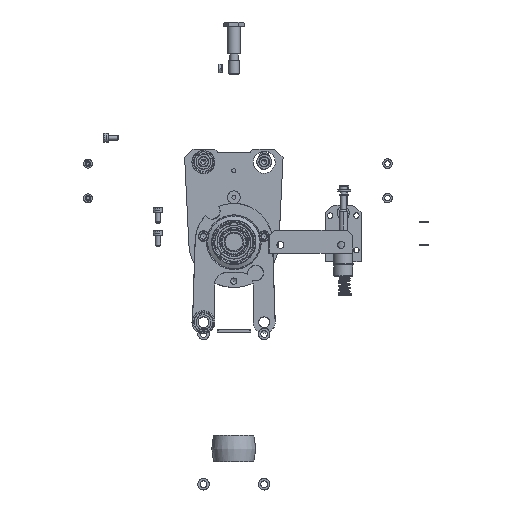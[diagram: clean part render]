
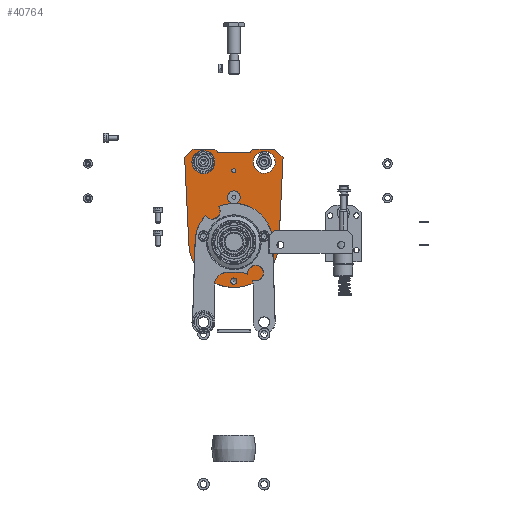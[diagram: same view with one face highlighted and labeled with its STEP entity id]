
A CAD part, top view. The second image highlights one B-rep face of the part: STEP entity #40764.
In plain terms, the highlighted planar face has unit normal (0, 0, 1).
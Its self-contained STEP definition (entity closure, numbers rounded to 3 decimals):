
#40764 = ADVANCED_FACE('',(#40765,#40779,#40793,#40807,#40821,#40936,
    #40950),#40964,.F.);
#40765 = FACE_BOUND('',#40766,.T.);
#40766 = EDGE_LOOP('',(#40767));
#40767 = ORIENTED_EDGE('',*,*,#40768,.T.);
#40768 = EDGE_CURVE('',#40769,#40769,#40771,.T.);
#40769 = VERTEX_POINT('',#40770);
#40770 = CARTESIAN_POINT('',(-1.9,68.5,0.));
#40771 = ( BOUNDED_CURVE() B_SPLINE_CURVE(3,(#40772,#40773,#40774,#40775
    ,#40776,#40777,#40778),.UNSPECIFIED.,.T.,.F.) 
B_SPLINE_CURVE_WITH_KNOTS((1,3,3,3,1),(-0.5,0.,0.5,1.,1.5),
.UNSPECIFIED.) CURVE() GEOMETRIC_REPRESENTATION_ITEM() 
RATIONAL_B_SPLINE_CURVE((1.,0.333,0.333,1.,
0.333,0.333,1.)) REPRESENTATION_ITEM('') );
#40772 = CARTESIAN_POINT('',(-1.9,68.5,0.));
#40773 = CARTESIAN_POINT('',(-1.9,72.3,0.));
#40774 = CARTESIAN_POINT('',(1.9,72.3,0.));
#40775 = CARTESIAN_POINT('',(1.9,68.5,0.));
#40776 = CARTESIAN_POINT('',(1.9,64.7,0.));
#40777 = CARTESIAN_POINT('',(-1.9,64.7,0.));
#40778 = CARTESIAN_POINT('',(-1.9,68.5,0.));
#40779 = FACE_BOUND('',#40780,.T.);
#40780 = EDGE_LOOP('',(#40781));
#40781 = ORIENTED_EDGE('',*,*,#40782,.T.);
#40782 = EDGE_CURVE('',#40783,#40783,#40785,.T.);
#40783 = VERTEX_POINT('',#40784);
#40784 = CARTESIAN_POINT('',(0.,29.,0.));
#40785 = ( BOUNDED_CURVE() B_SPLINE_CURVE(3,(#40786,#40787,#40788,#40789
    ,#40790,#40791,#40792),.UNSPECIFIED.,.T.,.F.) 
B_SPLINE_CURVE_WITH_KNOTS((1,3,3,3,1),(-0.5,0.,0.5,1.,1.5),
.UNSPECIFIED.) CURVE() GEOMETRIC_REPRESENTATION_ITEM() 
RATIONAL_B_SPLINE_CURVE((1.,0.333,0.333,1.,
0.333,0.333,1.)) REPRESENTATION_ITEM('') );
#40786 = CARTESIAN_POINT('',(0.,29.,0.));
#40787 = CARTESIAN_POINT('',(58.,29.,0.));
#40788 = CARTESIAN_POINT('',(58.,-29.,0.));
#40789 = CARTESIAN_POINT('',(0.,-29.,0.));
#40790 = CARTESIAN_POINT('',(-58.,-29.,0.));
#40791 = CARTESIAN_POINT('',(-58.,29.,0.));
#40792 = CARTESIAN_POINT('',(0.,29.,0.));
#40793 = FACE_BOUND('',#40794,.T.);
#40794 = EDGE_LOOP('',(#40795));
#40795 = ORIENTED_EDGE('',*,*,#40796,.T.);
#40796 = EDGE_CURVE('',#40797,#40797,#40799,.T.);
#40797 = VERTEX_POINT('',#40798);
#40798 = CARTESIAN_POINT('',(18.5,76.5,0.));
#40799 = ( BOUNDED_CURVE() B_SPLINE_CURVE(3,(#40800,#40801,#40802,#40803
    ,#40804,#40805,#40806),.UNSPECIFIED.,.T.,.F.) 
B_SPLINE_CURVE_WITH_KNOTS((1,3,3,3,1),(-0.5,0.,0.5,1.,1.5),
.UNSPECIFIED.) CURVE() GEOMETRIC_REPRESENTATION_ITEM() 
RATIONAL_B_SPLINE_CURVE((1.,0.333,0.333,1.,
0.333,0.333,1.)) REPRESENTATION_ITEM('') );
#40800 = CARTESIAN_POINT('',(18.5,76.5,0.));
#40801 = CARTESIAN_POINT('',(18.5,97.5,0.));
#40802 = CARTESIAN_POINT('',(39.5,97.5,0.));
#40803 = CARTESIAN_POINT('',(39.5,76.5,0.));
#40804 = CARTESIAN_POINT('',(39.5,55.5,0.));
#40805 = CARTESIAN_POINT('',(18.5,55.5,0.));
#40806 = CARTESIAN_POINT('',(18.5,76.5,0.));
#40807 = FACE_BOUND('',#40808,.T.);
#40808 = EDGE_LOOP('',(#40809));
#40809 = ORIENTED_EDGE('',*,*,#40810,.T.);
#40810 = EDGE_CURVE('',#40811,#40811,#40813,.T.);
#40811 = VERTEX_POINT('',#40812);
#40812 = CARTESIAN_POINT('',(-39.5,76.5,0.));
#40813 = ( BOUNDED_CURVE() B_SPLINE_CURVE(3,(#40814,#40815,#40816,#40817
    ,#40818,#40819,#40820),.UNSPECIFIED.,.T.,.F.) 
B_SPLINE_CURVE_WITH_KNOTS((1,3,3,3,1),(-0.5,0.,0.5,1.,1.5),
.UNSPECIFIED.) CURVE() GEOMETRIC_REPRESENTATION_ITEM() 
RATIONAL_B_SPLINE_CURVE((1.,0.333,0.333,1.,
0.333,0.333,1.)) REPRESENTATION_ITEM('') );
#40814 = CARTESIAN_POINT('',(-39.5,76.5,0.));
#40815 = CARTESIAN_POINT('',(-39.5,97.5,0.));
#40816 = CARTESIAN_POINT('',(-18.5,97.5,0.));
#40817 = CARTESIAN_POINT('',(-18.5,76.5,0.));
#40818 = CARTESIAN_POINT('',(-18.5,55.5,0.));
#40819 = CARTESIAN_POINT('',(-39.5,55.5,0.));
#40820 = CARTESIAN_POINT('',(-39.5,76.5,0.));
#40821 = FACE_BOUND('',#40822,.T.);
#40822 = EDGE_LOOP('',(#40823,#40834,#40842,#40850,#40858,#40866,#40874,
    #40882,#40890,#40898,#40906,#40914,#40922,#40930));
#40823 = ORIENTED_EDGE('',*,*,#40824,.F.);
#40824 = EDGE_CURVE('',#40825,#40827,#40829,.T.);
#40825 = VERTEX_POINT('',#40826);
#40826 = CARTESIAN_POINT('',(42.949,-2.094,0.));
#40827 = VERTEX_POINT('',#40828);
#40828 = CARTESIAN_POINT('',(-42.949,-2.094,0.));
#40829 = ( BOUNDED_CURVE() B_SPLINE_CURVE(3,(#40830,#40831,#40832,#40833
),.UNSPECIFIED.,.F.,.F.) B_SPLINE_CURVE_WITH_KNOTS((4,4),(0.,1.),
.PIECEWISE_BEZIER_KNOTS.) CURVE() GEOMETRIC_REPRESENTATION_ITEM() 
RATIONAL_B_SPLINE_CURVE((1.,0.366,0.366,1.)) 
REPRESENTATION_ITEM('') );
#40830 = CARTESIAN_POINT('',(42.949,-2.094,0.));
#40831 = CARTESIAN_POINT('',(39.137,-80.276,0.));
#40832 = CARTESIAN_POINT('',(-39.137,-80.276,0.));
#40833 = CARTESIAN_POINT('',(-42.949,-2.094,0.));
#40834 = ORIENTED_EDGE('',*,*,#40835,.F.);
#40835 = EDGE_CURVE('',#40836,#40825,#40838,.T.);
#40836 = VERTEX_POINT('',#40837);
#40837 = CARTESIAN_POINT('',(47.,81.,0.));
#40838 = LINE('',#40839,#40840);
#40839 = CARTESIAN_POINT('',(47.,81.,0.));
#40840 = VECTOR('',#40841,1.);
#40841 = DIRECTION('',(-0.049,-0.999,0.));
#40842 = ORIENTED_EDGE('',*,*,#40843,.F.);
#40843 = EDGE_CURVE('',#40844,#40836,#40846,.T.);
#40844 = VERTEX_POINT('',#40845);
#40845 = CARTESIAN_POINT('',(39.,89.,0.));
#40846 = LINE('',#40847,#40848);
#40847 = CARTESIAN_POINT('',(39.,89.,0.));
#40848 = VECTOR('',#40849,1.);
#40849 = DIRECTION('',(0.707,-0.707,0.));
#40850 = ORIENTED_EDGE('',*,*,#40851,.F.);
#40851 = EDGE_CURVE('',#40852,#40844,#40854,.T.);
#40852 = VERTEX_POINT('',#40853);
#40853 = CARTESIAN_POINT('',(29.,89.,0.));
#40854 = LINE('',#40855,#40856);
#40855 = CARTESIAN_POINT('',(29.,89.,0.));
#40856 = VECTOR('',#40857,1.);
#40857 = DIRECTION('',(1.,0.,0.));
#40858 = ORIENTED_EDGE('',*,*,#40859,.F.);
#40859 = EDGE_CURVE('',#40860,#40852,#40862,.T.);
#40860 = VERTEX_POINT('',#40861);
#40861 = CARTESIAN_POINT('',(18.,89.,0.));
#40862 = LINE('',#40863,#40864);
#40863 = CARTESIAN_POINT('',(18.,89.,0.));
#40864 = VECTOR('',#40865,1.);
#40865 = DIRECTION('',(1.,0.,0.));
#40866 = ORIENTED_EDGE('',*,*,#40867,.F.);
#40867 = EDGE_CURVE('',#40868,#40860,#40870,.T.);
#40868 = VERTEX_POINT('',#40869);
#40869 = CARTESIAN_POINT('',(16.,87.,0.));
#40870 = LINE('',#40871,#40872);
#40871 = CARTESIAN_POINT('',(16.,87.,0.));
#40872 = VECTOR('',#40873,1.);
#40873 = DIRECTION('',(0.707,0.707,0.));
#40874 = ORIENTED_EDGE('',*,*,#40875,.F.);
#40875 = EDGE_CURVE('',#40876,#40868,#40878,.T.);
#40876 = VERTEX_POINT('',#40877);
#40877 = CARTESIAN_POINT('',(16.,86.,0.));
#40878 = LINE('',#40879,#40880);
#40879 = CARTESIAN_POINT('',(16.,86.,0.));
#40880 = VECTOR('',#40881,1.);
#40881 = DIRECTION('',(0.,1.,0.));
#40882 = ORIENTED_EDGE('',*,*,#40883,.F.);
#40883 = EDGE_CURVE('',#40884,#40876,#40886,.T.);
#40884 = VERTEX_POINT('',#40885);
#40885 = CARTESIAN_POINT('',(-16.,86.,0.));
#40886 = LINE('',#40887,#40888);
#40887 = CARTESIAN_POINT('',(-16.,86.,0.));
#40888 = VECTOR('',#40889,1.);
#40889 = DIRECTION('',(1.,0.,0.));
#40890 = ORIENTED_EDGE('',*,*,#40891,.F.);
#40891 = EDGE_CURVE('',#40892,#40884,#40894,.T.);
#40892 = VERTEX_POINT('',#40893);
#40893 = CARTESIAN_POINT('',(-16.,87.,0.));
#40894 = LINE('',#40895,#40896);
#40895 = CARTESIAN_POINT('',(-16.,87.,0.));
#40896 = VECTOR('',#40897,1.);
#40897 = DIRECTION('',(0.,-1.,0.));
#40898 = ORIENTED_EDGE('',*,*,#40899,.F.);
#40899 = EDGE_CURVE('',#40900,#40892,#40902,.T.);
#40900 = VERTEX_POINT('',#40901);
#40901 = CARTESIAN_POINT('',(-18.,89.,0.));
#40902 = LINE('',#40903,#40904);
#40903 = CARTESIAN_POINT('',(-18.,89.,0.));
#40904 = VECTOR('',#40905,1.);
#40905 = DIRECTION('',(0.707,-0.707,0.));
#40906 = ORIENTED_EDGE('',*,*,#40907,.F.);
#40907 = EDGE_CURVE('',#40908,#40900,#40910,.T.);
#40908 = VERTEX_POINT('',#40909);
#40909 = CARTESIAN_POINT('',(-29.,89.,0.));
#40910 = LINE('',#40911,#40912);
#40911 = CARTESIAN_POINT('',(-29.,89.,0.));
#40912 = VECTOR('',#40913,1.);
#40913 = DIRECTION('',(1.,0.,0.));
#40914 = ORIENTED_EDGE('',*,*,#40915,.F.);
#40915 = EDGE_CURVE('',#40916,#40908,#40918,.T.);
#40916 = VERTEX_POINT('',#40917);
#40917 = CARTESIAN_POINT('',(-39.,89.,0.));
#40918 = LINE('',#40919,#40920);
#40919 = CARTESIAN_POINT('',(-39.,89.,0.));
#40920 = VECTOR('',#40921,1.);
#40921 = DIRECTION('',(1.,0.,0.));
#40922 = ORIENTED_EDGE('',*,*,#40923,.F.);
#40923 = EDGE_CURVE('',#40924,#40916,#40926,.T.);
#40924 = VERTEX_POINT('',#40925);
#40925 = CARTESIAN_POINT('',(-47.,81.,0.));
#40926 = LINE('',#40927,#40928);
#40927 = CARTESIAN_POINT('',(-47.,81.,0.));
#40928 = VECTOR('',#40929,1.);
#40929 = DIRECTION('',(0.707,0.707,0.));
#40930 = ORIENTED_EDGE('',*,*,#40931,.F.);
#40931 = EDGE_CURVE('',#40827,#40924,#40932,.T.);
#40932 = LINE('',#40933,#40934);
#40933 = CARTESIAN_POINT('',(-42.949,-2.094,0.));
#40934 = VECTOR('',#40935,1.);
#40935 = DIRECTION('',(-0.049,0.999,0.));
#40936 = FACE_BOUND('',#40937,.T.);
#40937 = EDGE_LOOP('',(#40938));
#40938 = ORIENTED_EDGE('',*,*,#40939,.F.);
#40939 = EDGE_CURVE('',#40940,#40940,#40942,.T.);
#40940 = VERTEX_POINT('',#40941);
#40941 = CARTESIAN_POINT('',(0.,49.1,0.));
#40942 = ( BOUNDED_CURVE() B_SPLINE_CURVE(3,(#40943,#40944,#40945,#40946
    ,#40947,#40948,#40949),.UNSPECIFIED.,.T.,.F.) 
B_SPLINE_CURVE_WITH_KNOTS((1,3,3,3,1),(-0.5,0.,0.5,1.,1.5),
.UNSPECIFIED.) CURVE() GEOMETRIC_REPRESENTATION_ITEM() 
RATIONAL_B_SPLINE_CURVE((1.,0.333,0.333,1.,
0.333,0.333,1.)) REPRESENTATION_ITEM('') );
#40943 = CARTESIAN_POINT('',(0.,49.1,0.));
#40944 = CARTESIAN_POINT('',(-12.2,49.1,0.));
#40945 = CARTESIAN_POINT('',(-12.2,36.9,0.));
#40946 = CARTESIAN_POINT('',(0.,36.9,0.));
#40947 = CARTESIAN_POINT('',(12.2,36.9,0.));
#40948 = CARTESIAN_POINT('',(12.2,49.1,0.));
#40949 = CARTESIAN_POINT('',(0.,49.1,0.));
#40950 = FACE_BOUND('',#40951,.T.);
#40951 = EDGE_LOOP('',(#40952));
#40952 = ORIENTED_EDGE('',*,*,#40953,.F.);
#40953 = EDGE_CURVE('',#40954,#40954,#40956,.T.);
#40954 = VERTEX_POINT('',#40955);
#40955 = CARTESIAN_POINT('',(0.,-34.,0.));
#40956 = ( BOUNDED_CURVE() B_SPLINE_CURVE(3,(#40957,#40958,#40959,#40960
    ,#40961,#40962,#40963),.UNSPECIFIED.,.T.,.F.) 
B_SPLINE_CURVE_WITH_KNOTS((1,3,3,3,1),(-0.5,0.,0.5,1.,1.5),
.UNSPECIFIED.) CURVE() GEOMETRIC_REPRESENTATION_ITEM() 
RATIONAL_B_SPLINE_CURVE((1.,0.333,0.333,1.,
0.333,0.333,1.)) REPRESENTATION_ITEM('') );
#40957 = CARTESIAN_POINT('',(0.,-34.,0.));
#40958 = CARTESIAN_POINT('',(-6.,-34.,0.));
#40959 = CARTESIAN_POINT('',(-6.,-40.,-0.));
#40960 = CARTESIAN_POINT('',(-0.,-40.,-0.));
#40961 = CARTESIAN_POINT('',(6.,-40.,0.));
#40962 = CARTESIAN_POINT('',(6.,-34.,0.));
#40963 = CARTESIAN_POINT('',(0.,-34.,0.));
#40964 = PLANE('',#40965);
#40965 = AXIS2_PLACEMENT_3D('',#40966,#40967,#40968);
#40966 = CARTESIAN_POINT('',(0.,0.,0.));
#40967 = DIRECTION('',(0.,0.,-1.));
#40968 = DIRECTION('',(0.,-1.,0.));
